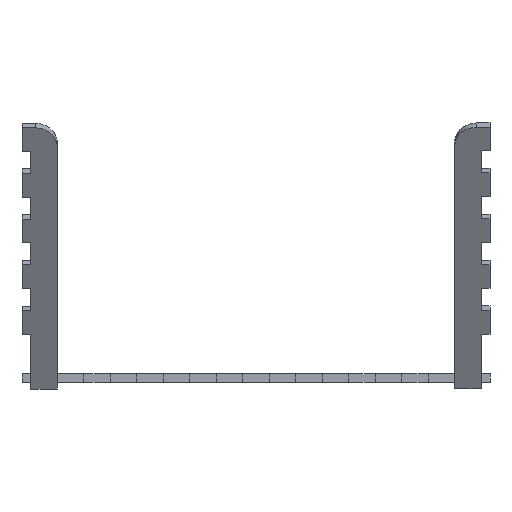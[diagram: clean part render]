
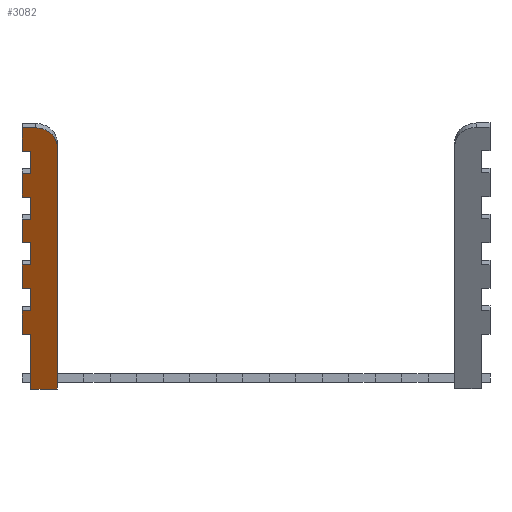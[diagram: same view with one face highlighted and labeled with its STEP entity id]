
A CAD part, front view. The second image highlights one B-rep face of the part: STEP entity #3082.
In plain terms, the highlighted planar face has unit normal (0, -0.866, -0.5).
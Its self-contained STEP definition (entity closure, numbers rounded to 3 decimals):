
#113=FACE_OUTER_BOUND('',#266,.T.);
#266=EDGE_LOOP('',(#2268,#2269,#2270,#2271,#2272,#2273,#2274,#2275,#2276,
#2277,#2278,#2279,#2280,#2281,#2282,#2283,#2284,#2285,#2286,#2287,#2288,
#2289,#2290,#2291,#2292));
#401=CIRCLE('',#3252,30.);
#510=LINE('',#4345,#923);
#517=LINE('',#4359,#930);
#541=LINE('',#4410,#954);
#543=LINE('',#4414,#956);
#545=LINE('',#4418,#958);
#547=LINE('',#4422,#960);
#549=LINE('',#4426,#962);
#551=LINE('',#4430,#964);
#553=LINE('',#4434,#966);
#555=LINE('',#4438,#968);
#557=LINE('',#4442,#970);
#559=LINE('',#4446,#972);
#561=LINE('',#4450,#974);
#563=LINE('',#4454,#976);
#565=LINE('',#4458,#978);
#567=LINE('',#4462,#980);
#569=LINE('',#4466,#982);
#572=LINE('',#4474,#985);
#575=LINE('',#4480,#988);
#577=LINE('',#4484,#990);
#579=LINE('',#4488,#992);
#581=LINE('',#4491,#994);
#584=LINE('',#4497,#997);
#585=LINE('',#4498,#998);
#923=VECTOR('',#3529,10.);
#930=VECTOR('',#3538,10.);
#954=VECTOR('',#3568,10.);
#956=VECTOR('',#3572,10.);
#958=VECTOR('',#3576,10.);
#960=VECTOR('',#3580,10.);
#962=VECTOR('',#3584,10.);
#964=VECTOR('',#3588,10.);
#966=VECTOR('',#3592,10.);
#968=VECTOR('',#3596,10.);
#970=VECTOR('',#3600,10.);
#972=VECTOR('',#3604,10.);
#974=VECTOR('',#3608,10.);
#976=VECTOR('',#3612,10.);
#978=VECTOR('',#3616,10.);
#980=VECTOR('',#3620,10.);
#982=VECTOR('',#3624,10.);
#985=VECTOR('',#3633,10.);
#988=VECTOR('',#3638,10.);
#990=VECTOR('',#3642,10.);
#992=VECTOR('',#3646,10.);
#994=VECTOR('',#3650,10.);
#997=VECTOR('',#3657,10.);
#998=VECTOR('',#3658,10.);
#1312=VERTEX_POINT('',#4341);
#1314=VERTEX_POINT('',#4344);
#1317=VERTEX_POINT('',#4351);
#1320=VERTEX_POINT('',#4357);
#1343=VERTEX_POINT('',#4407);
#1344=VERTEX_POINT('',#4409);
#1345=VERTEX_POINT('',#4413);
#1346=VERTEX_POINT('',#4417);
#1347=VERTEX_POINT('',#4421);
#1348=VERTEX_POINT('',#4425);
#1349=VERTEX_POINT('',#4429);
#1350=VERTEX_POINT('',#4433);
#1351=VERTEX_POINT('',#4437);
#1352=VERTEX_POINT('',#4441);
#1353=VERTEX_POINT('',#4445);
#1354=VERTEX_POINT('',#4449);
#1355=VERTEX_POINT('',#4453);
#1356=VERTEX_POINT('',#4457);
#1357=VERTEX_POINT('',#4461);
#1358=VERTEX_POINT('',#4465);
#1360=VERTEX_POINT('',#4473);
#1361=VERTEX_POINT('',#4477);
#1362=VERTEX_POINT('',#4479);
#1363=VERTEX_POINT('',#4483);
#1364=VERTEX_POINT('',#4487);
#1634=EDGE_CURVE('',#1314,#1312,#510,.T.);
#1641=EDGE_CURVE('',#1317,#1320,#517,.T.);
#1666=EDGE_CURVE('',#1344,#1343,#541,.T.);
#1668=EDGE_CURVE('',#1345,#1344,#543,.T.);
#1670=EDGE_CURVE('',#1346,#1345,#545,.T.);
#1672=EDGE_CURVE('',#1347,#1346,#547,.T.);
#1674=EDGE_CURVE('',#1348,#1347,#549,.T.);
#1676=EDGE_CURVE('',#1349,#1348,#551,.T.);
#1678=EDGE_CURVE('',#1350,#1349,#553,.T.);
#1680=EDGE_CURVE('',#1351,#1350,#555,.T.);
#1682=EDGE_CURVE('',#1352,#1351,#557,.T.);
#1684=EDGE_CURVE('',#1353,#1352,#559,.T.);
#1686=EDGE_CURVE('',#1354,#1353,#561,.T.);
#1688=EDGE_CURVE('',#1355,#1354,#563,.T.);
#1690=EDGE_CURVE('',#1356,#1355,#565,.T.);
#1692=EDGE_CURVE('',#1357,#1356,#567,.T.);
#1694=EDGE_CURVE('',#1358,#1357,#569,.T.);
#1696=EDGE_CURVE('',#1320,#1358,#401,.T.);
#1698=EDGE_CURVE('',#1360,#1314,#572,.T.);
#1701=EDGE_CURVE('',#1362,#1361,#575,.T.);
#1703=EDGE_CURVE('',#1363,#1362,#577,.T.);
#1705=EDGE_CURVE('',#1364,#1363,#579,.T.);
#1707=EDGE_CURVE('',#1343,#1364,#581,.T.);
#1710=EDGE_CURVE('',#1361,#1360,#584,.T.);
#1711=EDGE_CURVE('',#1317,#1312,#585,.T.);
#2268=ORIENTED_EDGE('',*,*,#1707,.T.);
#2269=ORIENTED_EDGE('',*,*,#1705,.T.);
#2270=ORIENTED_EDGE('',*,*,#1703,.T.);
#2271=ORIENTED_EDGE('',*,*,#1701,.T.);
#2272=ORIENTED_EDGE('',*,*,#1710,.T.);
#2273=ORIENTED_EDGE('',*,*,#1698,.T.);
#2274=ORIENTED_EDGE('',*,*,#1634,.T.);
#2275=ORIENTED_EDGE('',*,*,#1711,.F.);
#2276=ORIENTED_EDGE('',*,*,#1641,.T.);
#2277=ORIENTED_EDGE('',*,*,#1696,.T.);
#2278=ORIENTED_EDGE('',*,*,#1694,.T.);
#2279=ORIENTED_EDGE('',*,*,#1692,.T.);
#2280=ORIENTED_EDGE('',*,*,#1690,.T.);
#2281=ORIENTED_EDGE('',*,*,#1688,.T.);
#2282=ORIENTED_EDGE('',*,*,#1686,.T.);
#2283=ORIENTED_EDGE('',*,*,#1684,.T.);
#2284=ORIENTED_EDGE('',*,*,#1682,.T.);
#2285=ORIENTED_EDGE('',*,*,#1680,.T.);
#2286=ORIENTED_EDGE('',*,*,#1678,.T.);
#2287=ORIENTED_EDGE('',*,*,#1676,.T.);
#2288=ORIENTED_EDGE('',*,*,#1674,.T.);
#2289=ORIENTED_EDGE('',*,*,#1672,.T.);
#2290=ORIENTED_EDGE('',*,*,#1670,.T.);
#2291=ORIENTED_EDGE('',*,*,#1668,.T.);
#2292=ORIENTED_EDGE('',*,*,#1666,.T.);
#2944=PLANE('',#3259);
#3082=ADVANCED_FACE('',(#113),#2944,.F.);
#3252=AXIS2_PLACEMENT_3D('',#4469,#3628,#3629);
#3259=AXIS2_PLACEMENT_3D('',#4496,#3655,#3656);
#3529=DIRECTION('',(0.,-0.5,0.866));
#3538=DIRECTION('',(0.,-0.5,0.866));
#3568=DIRECTION('',(1.,0.,0.));
#3572=DIRECTION('',(0.,0.5,-0.866));
#3576=DIRECTION('',(-1.,0.,0.));
#3580=DIRECTION('',(0.,0.5,-0.866));
#3584=DIRECTION('',(1.,0.,0.));
#3588=DIRECTION('',(0.,0.5,-0.866));
#3592=DIRECTION('',(-1.,0.,0.));
#3596=DIRECTION('',(0.,0.5,-0.866));
#3600=DIRECTION('',(1.,0.,0.));
#3604=DIRECTION('',(0.,0.5,-0.866));
#3608=DIRECTION('',(-1.,0.,0.));
#3612=DIRECTION('',(0.,0.5,-0.866));
#3616=DIRECTION('',(1.,0.,0.));
#3620=DIRECTION('',(0.,0.5,-0.866));
#3624=DIRECTION('',(-1.,0.,0.));
#3628=DIRECTION('center_axis',(0.,-0.866,
-0.5));
#3629=DIRECTION('ref_axis',(0.,-0.5,0.866));
#3633=DIRECTION('',(1.,0.,0.));
#3638=DIRECTION('',(1.,0.,0.));
#3642=DIRECTION('',(0.,0.5,-0.866));
#3646=DIRECTION('',(-1.,0.,0.));
#3650=DIRECTION('',(0.,0.5,-0.866));
#3655=DIRECTION('center_axis',(0.,0.866,0.5));
#3656=DIRECTION('ref_axis',(1.,0.,0.));
#3657=DIRECTION('',(0.,0.5,-0.866));
#3658=DIRECTION('',(0.,0.5,-0.866));
#4341=CARTESIAN_POINT('',(-270.,-99.119,-12.));
#4344=CARTESIAN_POINT('',(-270.,-93.912,-21.019));
#4345=CARTESIAN_POINT('',(-270.,-283.912,308.07));
#4351=CARTESIAN_POINT('',(-270.,-100.,-10.474));
#4357=CARTESIAN_POINT('',(-270.,-283.912,308.07));
#4359=CARTESIAN_POINT('',(-270.,-283.912,308.07));
#4407=CARTESIAN_POINT('',(-306.,-172.537,115.163));
#4409=CARTESIAN_POINT('',(-318.,-172.537,115.163));
#4410=CARTESIAN_POINT('',(-306.,-172.537,115.163));
#4413=CARTESIAN_POINT('',(-318.,-191.287,147.639));
#4414=CARTESIAN_POINT('',(-318.,-172.537,115.163));
#4417=CARTESIAN_POINT('',(-306.,-191.287,147.639));
#4418=CARTESIAN_POINT('',(-318.,-191.287,147.639));
#4421=CARTESIAN_POINT('',(-306.,-208.537,177.517));
#4422=CARTESIAN_POINT('',(-306.,-191.287,147.639));
#4425=CARTESIAN_POINT('',(-318.,-208.537,177.517));
#4426=CARTESIAN_POINT('',(-306.,-208.537,177.517));
#4429=CARTESIAN_POINT('',(-318.,-227.287,209.993));
#4430=CARTESIAN_POINT('',(-318.,-208.537,177.517));
#4433=CARTESIAN_POINT('',(-306.,-227.287,209.993));
#4434=CARTESIAN_POINT('',(-318.,-227.287,209.993));
#4437=CARTESIAN_POINT('',(-306.,-244.537,239.871));
#4438=CARTESIAN_POINT('',(-306.,-227.287,209.993));
#4441=CARTESIAN_POINT('',(-318.,-244.537,239.871));
#4442=CARTESIAN_POINT('',(-306.,-244.537,239.871));
#4445=CARTESIAN_POINT('',(-318.,-263.287,272.347));
#4446=CARTESIAN_POINT('',(-318.,-244.537,239.871));
#4449=CARTESIAN_POINT('',(-306.,-263.287,272.347));
#4450=CARTESIAN_POINT('',(-318.,-263.287,272.347));
#4453=CARTESIAN_POINT('',(-306.,-280.537,302.225));
#4454=CARTESIAN_POINT('',(-306.,-263.287,272.347));
#4457=CARTESIAN_POINT('',(-318.,-280.537,302.225));
#4458=CARTESIAN_POINT('',(-306.,-280.537,302.225));
#4461=CARTESIAN_POINT('',(-318.,-298.912,334.051));
#4462=CARTESIAN_POINT('',(-318.,-280.537,302.225));
#4465=CARTESIAN_POINT('',(-300.,-298.912,334.051));
#4466=CARTESIAN_POINT('',(-318.,-298.912,334.051));
#4469=CARTESIAN_POINT('Origin',(-300.,-283.912,308.07));
#4473=CARTESIAN_POINT('',(-306.,-93.912,-21.019));
#4474=CARTESIAN_POINT('',(-270.,-93.912,-21.019));
#4477=CARTESIAN_POINT('',(-306.,-136.537,52.809));
#4479=CARTESIAN_POINT('',(-318.,-136.537,52.809));
#4480=CARTESIAN_POINT('',(-306.,-136.537,52.809));
#4483=CARTESIAN_POINT('',(-318.,-155.287,85.285));
#4484=CARTESIAN_POINT('',(-318.,-136.537,52.809));
#4487=CARTESIAN_POINT('',(-306.,-155.287,85.285));
#4488=CARTESIAN_POINT('',(-318.,-155.287,85.285));
#4491=CARTESIAN_POINT('',(-306.,-155.287,85.285));
#4496=CARTESIAN_POINT('Origin',(-294.,-196.412,156.516));
#4497=CARTESIAN_POINT('',(-306.,-93.912,-21.019));
#4498=CARTESIAN_POINT('',(-270.,-150.474,76.949));
